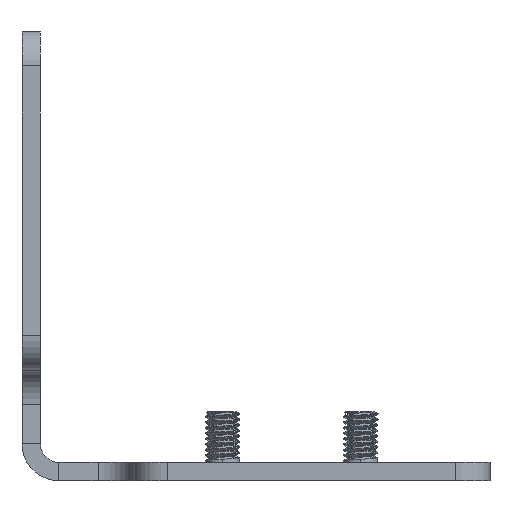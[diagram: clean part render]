
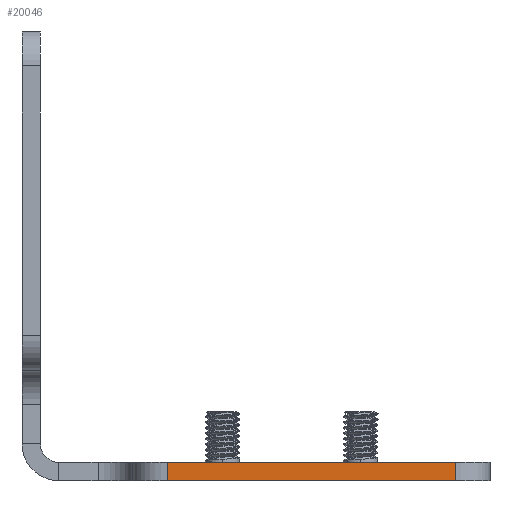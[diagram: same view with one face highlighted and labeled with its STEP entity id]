
A CAD part, front view. The second image highlights one B-rep face of the part: STEP entity #20046.
In plain terms, the highlighted planar face has unit normal (0, -1, 0).
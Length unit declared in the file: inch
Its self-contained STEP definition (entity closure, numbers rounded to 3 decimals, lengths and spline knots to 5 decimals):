
#967=DIRECTION('',(0.,0.,-1.));
#968=VECTOR('',#967,0.10472);
#969=CARTESIAN_POINT('',(0.82677,0.,0.));
#970=LINE('',#969,#968);
#971=DIRECTION('',(-1.,0.,0.));
#972=VECTOR('',#971,1.64173);
#973=CARTESIAN_POINT('',(2.4685,0.,0.));
#974=LINE('',#973,#972);
#975=DIRECTION('',(0.,0.,-1.));
#976=VECTOR('',#975,0.10472);
#977=CARTESIAN_POINT('',(2.4685,0.,0.));
#978=LINE('',#977,#976);
#979=DIRECTION('',(-1.,0.,0.));
#980=VECTOR('',#979,1.64173);
#981=CARTESIAN_POINT('',(2.4685,0.,-0.10472));
#982=LINE('',#981,#980);
#18581=CARTESIAN_POINT('',(0.82677,0.,-0.10472));
#18583=VERTEX_POINT('',#18581);
#18587=CARTESIAN_POINT('',(0.82677,0.,0.));
#18588=VERTEX_POINT('',#18587);
#18590=CARTESIAN_POINT('',(2.4685,0.,-0.10472));
#18592=VERTEX_POINT('',#18590);
#18593=CARTESIAN_POINT('',(2.4685,0.,0.));
#18594=VERTEX_POINT('',#18593);
#20034=CARTESIAN_POINT('',(1.4374,0.,-0.05236));
#20035=DIRECTION('',(0.,-1.,0.));
#20036=DIRECTION('',(-1.,0.,0.));
#20037=AXIS2_PLACEMENT_3D('',#20034,#20035,#20036);
#20038=PLANE('',#20037);
#20040=ORIENTED_EDGE('',*,*,#20039,.F.);
#20041=ORIENTED_EDGE('',*,*,#19718,.F.);
#20042=ORIENTED_EDGE('',*,*,#20027,.T.);
#20043=ORIENTED_EDGE('',*,*,#19406,.T.);
#20044=EDGE_LOOP('',(#20040,#20041,#20042,#20043));
#20045=FACE_OUTER_BOUND('',#20044,.F.);
#20046=ADVANCED_FACE('',(#20045),#20038,.T.);
#19406=EDGE_CURVE('',#18592,#18583,#982,.T.);
#19718=EDGE_CURVE('',#18594,#18588,#974,.T.);
#20027=EDGE_CURVE('',#18594,#18592,#978,.T.);
#20039=EDGE_CURVE('',#18588,#18583,#970,.T.);
